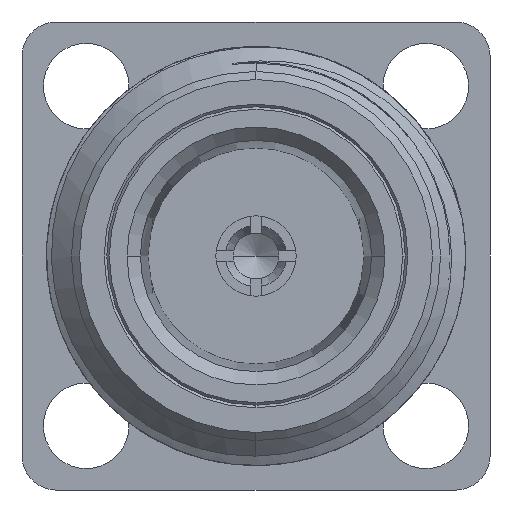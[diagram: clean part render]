
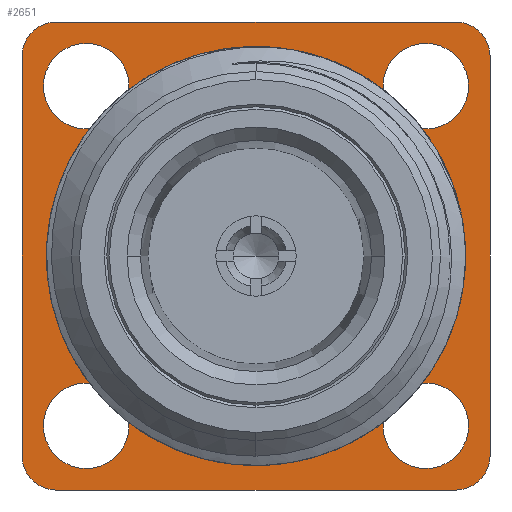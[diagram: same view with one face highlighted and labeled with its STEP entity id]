
A CAD part, left-side view. The second image highlights one B-rep face of the part: STEP entity #2651.
In plain terms, the highlighted planar face has unit normal (-1, 0, 0).
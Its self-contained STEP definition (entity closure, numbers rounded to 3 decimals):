
#87=CARTESIAN_POINT('',(-2.4,7.48,-7.48));
#88=DIRECTION('',(-1.,0.,0.));
#89=DIRECTION('',(0.,1.,0.));
#90=AXIS2_PLACEMENT_3D('',#87,#88,#89);
#92=DIRECTION('',(0.,0.,1.));
#93=VECTOR('',#92,14.96);
#94=CARTESIAN_POINT('',(-2.4,8.75,-7.48));
#95=LINE('',#94,#93);
#96=CARTESIAN_POINT('',(-2.4,7.48,7.48));
#97=DIRECTION('',(-1.,0.,0.));
#98=DIRECTION('',(0.,0.,1.));
#99=AXIS2_PLACEMENT_3D('',#96,#97,#98);
#101=DIRECTION('',(0.,-1.,0.));
#102=VECTOR('',#101,14.96);
#103=CARTESIAN_POINT('',(-2.4,7.48,8.75));
#104=LINE('',#103,#102);
#105=CARTESIAN_POINT('',(-2.4,-7.48,7.48));
#106=DIRECTION('',(-1.,0.,0.));
#107=DIRECTION('',(0.,-1.,0.));
#108=AXIS2_PLACEMENT_3D('',#105,#106,#107);
#110=DIRECTION('',(0.,0.,-1.));
#111=VECTOR('',#110,14.96);
#112=CARTESIAN_POINT('',(-2.4,-8.75,7.48));
#113=LINE('',#112,#111);
#114=CARTESIAN_POINT('',(-2.4,-7.48,-7.48));
#115=DIRECTION('',(-1.,0.,0.));
#116=DIRECTION('',(0.,0.,-1.));
#117=AXIS2_PLACEMENT_3D('',#114,#115,#116);
#119=DIRECTION('',(0.,1.,0.));
#120=VECTOR('',#119,14.96);
#121=CARTESIAN_POINT('',(-2.4,-7.48,-8.75));
#122=LINE('',#121,#120);
#123=CARTESIAN_POINT('',(-2.4,-6.35,-6.35));
#124=DIRECTION('',(-1.,0.,0.));
#125=DIRECTION('',(0.,0.,1.));
#126=AXIS2_PLACEMENT_3D('',#123,#124,#125);
#128=CARTESIAN_POINT('',(-2.4,-6.35,-6.35));
#129=DIRECTION('',(-1.,0.,0.));
#130=DIRECTION('',(0.,0.,-1.));
#131=AXIS2_PLACEMENT_3D('',#128,#129,#130);
#133=CARTESIAN_POINT('',(-2.4,-6.35,6.35));
#134=DIRECTION('',(-1.,0.,0.));
#135=DIRECTION('',(0.,0.,1.));
#136=AXIS2_PLACEMENT_3D('',#133,#134,#135);
#138=CARTESIAN_POINT('',(-2.4,-6.35,6.35));
#139=DIRECTION('',(-1.,0.,0.));
#140=DIRECTION('',(0.,0.,-1.));
#141=AXIS2_PLACEMENT_3D('',#138,#139,#140);
#143=CARTESIAN_POINT('',(-2.4,6.35,6.35));
#144=DIRECTION('',(-1.,0.,0.));
#145=DIRECTION('',(0.,0.,1.));
#146=AXIS2_PLACEMENT_3D('',#143,#144,#145);
#148=CARTESIAN_POINT('',(-2.4,6.35,6.35));
#149=DIRECTION('',(-1.,0.,0.));
#150=DIRECTION('',(0.,0.,-1.));
#151=AXIS2_PLACEMENT_3D('',#148,#149,#150);
#153=CARTESIAN_POINT('',(-2.4,6.35,-6.35));
#154=DIRECTION('',(-1.,0.,0.));
#155=DIRECTION('',(0.,0.,1.));
#156=AXIS2_PLACEMENT_3D('',#153,#154,#155);
#158=CARTESIAN_POINT('',(-2.4,6.35,-6.35));
#159=DIRECTION('',(-1.,0.,0.));
#160=DIRECTION('',(0.,0.,-1.));
#161=AXIS2_PLACEMENT_3D('',#158,#159,#160);
#299=CARTESIAN_POINT('',(-2.4,0.,0.));
#300=DIRECTION('',(-1.,0.,0.));
#301=DIRECTION('',(0.,0.,-1.));
#302=AXIS2_PLACEMENT_3D('',#299,#300,#301);
#304=CARTESIAN_POINT('',(-2.4,0.,0.));
#305=DIRECTION('',(-1.,0.,0.));
#306=DIRECTION('',(0.,0.,1.));
#307=AXIS2_PLACEMENT_3D('',#304,#305,#306);
#2240=CARTESIAN_POINT('',(-2.4,-6.35,-4.75));
#2241=CARTESIAN_POINT('',(-2.4,-6.35,-7.95));
#2242=VERTEX_POINT('',#2240);
#2243=VERTEX_POINT('',#2241);
#2244=CARTESIAN_POINT('',(-2.4,-6.35,7.95));
#2245=CARTESIAN_POINT('',(-2.4,-6.35,4.75));
#2246=VERTEX_POINT('',#2244);
#2247=VERTEX_POINT('',#2245);
#2248=CARTESIAN_POINT('',(-2.4,6.35,7.95));
#2249=CARTESIAN_POINT('',(-2.4,6.35,4.75));
#2250=VERTEX_POINT('',#2248);
#2251=VERTEX_POINT('',#2249);
#2252=CARTESIAN_POINT('',(-2.4,6.35,-4.75));
#2253=CARTESIAN_POINT('',(-2.4,6.35,-7.95));
#2254=VERTEX_POINT('',#2252);
#2255=VERTEX_POINT('',#2253);
#2256=CARTESIAN_POINT('',(-2.4,0.,-5.7));
#2257=CARTESIAN_POINT('',(-2.4,0.,5.7));
#2258=VERTEX_POINT('',#2256);
#2259=VERTEX_POINT('',#2257);
#2354=CARTESIAN_POINT('',(-2.4,8.75,-7.48));
#2355=CARTESIAN_POINT('',(-2.4,7.48,-8.75));
#2356=VERTEX_POINT('',#2354);
#2357=VERTEX_POINT('',#2355);
#2362=CARTESIAN_POINT('',(-2.4,7.48,8.75));
#2363=CARTESIAN_POINT('',(-2.4,8.75,7.48));
#2364=VERTEX_POINT('',#2362);
#2365=VERTEX_POINT('',#2363);
#2370=CARTESIAN_POINT('',(-2.4,-8.75,7.48));
#2371=CARTESIAN_POINT('',(-2.4,-7.48,8.75));
#2372=VERTEX_POINT('',#2370);
#2373=VERTEX_POINT('',#2371);
#2378=CARTESIAN_POINT('',(-2.4,-7.48,-8.75));
#2379=CARTESIAN_POINT('',(-2.4,-8.75,-7.48));
#2380=VERTEX_POINT('',#2378);
#2381=VERTEX_POINT('',#2379);
#2599=CARTESIAN_POINT('',(-2.4,0.,0.));
#2600=DIRECTION('',(1.,0.,0.));
#2601=DIRECTION('',(0.,0.,1.));
#2602=AXIS2_PLACEMENT_3D('',#2599,#2600,#2601);
#2603=PLANE('',#2602);
#2604=ORIENTED_EDGE('',*,*,#2589,.F.);
#2606=ORIENTED_EDGE('',*,*,#2605,.T.);
#2608=ORIENTED_EDGE('',*,*,#2607,.F.);
#2610=ORIENTED_EDGE('',*,*,#2609,.T.);
#2612=ORIENTED_EDGE('',*,*,#2611,.F.);
#2614=ORIENTED_EDGE('',*,*,#2613,.T.);
#2616=ORIENTED_EDGE('',*,*,#2615,.F.);
#2618=ORIENTED_EDGE('',*,*,#2617,.T.);
#2619=EDGE_LOOP('',(#2604,#2606,#2608,#2610,#2612,#2614,#2616,#2618));
#2620=FACE_OUTER_BOUND('',#2619,.F.);
#2622=ORIENTED_EDGE('',*,*,#2621,.T.);
#2624=ORIENTED_EDGE('',*,*,#2623,.T.);
#2625=EDGE_LOOP('',(#2622,#2624));
#2626=FACE_BOUND('',#2625,.F.);
#2628=ORIENTED_EDGE('',*,*,#2627,.T.);
#2630=ORIENTED_EDGE('',*,*,#2629,.T.);
#2631=EDGE_LOOP('',(#2628,#2630));
#2632=FACE_BOUND('',#2631,.F.);
#2634=ORIENTED_EDGE('',*,*,#2633,.T.);
#2636=ORIENTED_EDGE('',*,*,#2635,.T.);
#2637=EDGE_LOOP('',(#2634,#2636));
#2638=FACE_BOUND('',#2637,.F.);
#2640=ORIENTED_EDGE('',*,*,#2639,.T.);
#2642=ORIENTED_EDGE('',*,*,#2641,.T.);
#2643=EDGE_LOOP('',(#2640,#2642));
#2644=FACE_BOUND('',#2643,.F.);
#2646=ORIENTED_EDGE('',*,*,#2645,.T.);
#2648=ORIENTED_EDGE('',*,*,#2647,.T.);
#2649=EDGE_LOOP('',(#2646,#2648));
#2650=FACE_BOUND('',#2649,.F.);
#2651=ADVANCED_FACE('',(#2620,#2626,#2632,#2638,#2644,#2650),#2603,.F.);
#91=CIRCLE('',#90,1.27);
#100=CIRCLE('',#99,1.27);
#109=CIRCLE('',#108,1.27);
#118=CIRCLE('',#117,1.27);
#127=CIRCLE('',#126,1.6);
#132=CIRCLE('',#131,1.6);
#137=CIRCLE('',#136,1.6);
#142=CIRCLE('',#141,1.6);
#147=CIRCLE('',#146,1.6);
#152=CIRCLE('',#151,1.6);
#157=CIRCLE('',#156,1.6);
#162=CIRCLE('',#161,1.6);
#303=CIRCLE('',#302,5.7);
#308=CIRCLE('',#307,5.7);
#2589=EDGE_CURVE('',#2356,#2357,#91,.T.);
#2605=EDGE_CURVE('',#2356,#2365,#95,.T.);
#2607=EDGE_CURVE('',#2364,#2365,#100,.T.);
#2609=EDGE_CURVE('',#2364,#2373,#104,.T.);
#2611=EDGE_CURVE('',#2372,#2373,#109,.T.);
#2613=EDGE_CURVE('',#2372,#2381,#113,.T.);
#2615=EDGE_CURVE('',#2380,#2381,#118,.T.);
#2617=EDGE_CURVE('',#2380,#2357,#122,.T.);
#2621=EDGE_CURVE('',#2242,#2243,#127,.T.);
#2623=EDGE_CURVE('',#2243,#2242,#132,.T.);
#2627=EDGE_CURVE('',#2246,#2247,#137,.T.);
#2629=EDGE_CURVE('',#2247,#2246,#142,.T.);
#2633=EDGE_CURVE('',#2250,#2251,#147,.T.);
#2635=EDGE_CURVE('',#2251,#2250,#152,.T.);
#2639=EDGE_CURVE('',#2254,#2255,#157,.T.);
#2641=EDGE_CURVE('',#2255,#2254,#162,.T.);
#2645=EDGE_CURVE('',#2258,#2259,#303,.T.);
#2647=EDGE_CURVE('',#2259,#2258,#308,.T.);
